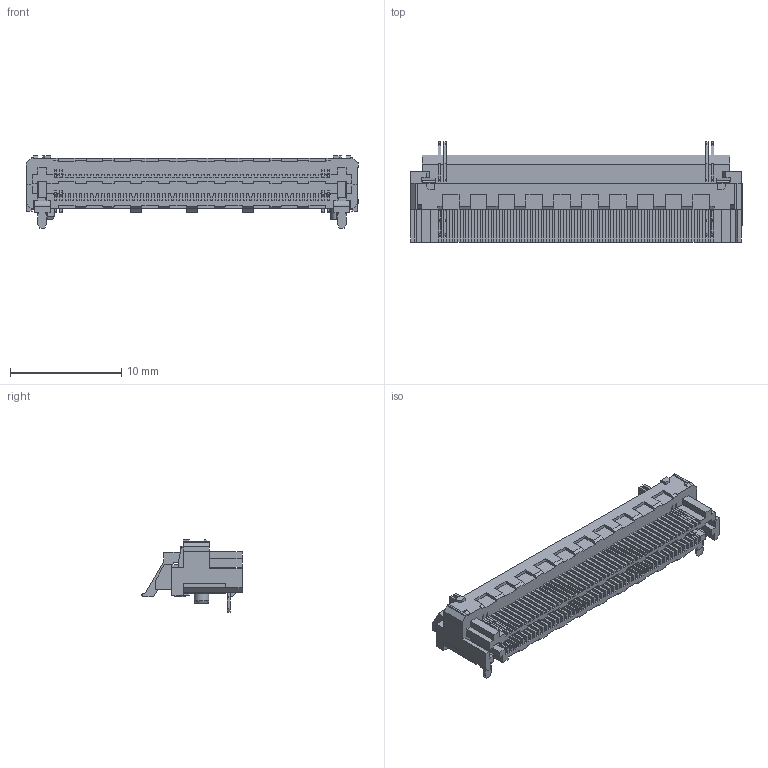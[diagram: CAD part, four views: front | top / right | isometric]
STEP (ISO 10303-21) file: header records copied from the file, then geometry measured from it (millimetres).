
FILE_DESCRIPTION((''),'2;1');
FILE_NAME('SAMTEC_LSHM-150-01-L-DH-A-N.stp','2014-05-19T17:29:29',(''),(''),'Mechanical Desktop 2011','Mechanical Desktop 2011',', , ');
FILE_SCHEMA(('AUTOMOTIVE_DESIGN { 1 2 10303 214 1 1 1 1 }'));
Length unit declared in the file: millimetre
Products named in the file (1): Product
Bounding box: 29.8 x 9 x 6.53 mm (x, y, z)
Volume: 545.2 mm3; surface area: 1526.2 mm2
Topology: 27 solids, 27 shells, 1085 faces, 3070 edges, 2031 vertices
Faces by surface type: plane 958, cylinder 87, bspline 38, cone 2
Entity records: 34585 total; most frequent: CARTESIAN_POINT 6329, ORIENTED_EDGE 6140, DIRECTION 5346, EDGE_CURVE 3070, VECTOR 2890, LINE 2890, VERTEX_POINT 2031, AXIS2_PLACEMENT_3D 1228
